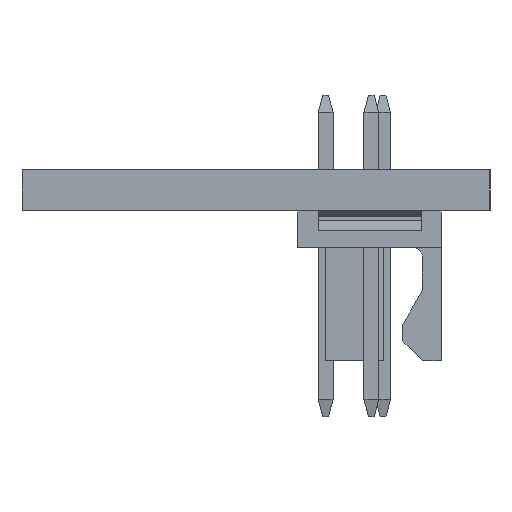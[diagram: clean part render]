
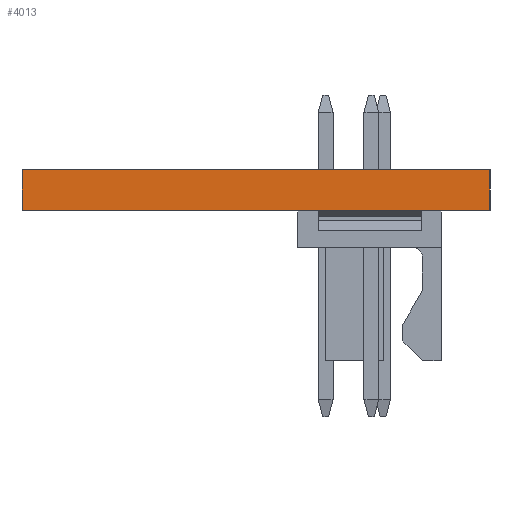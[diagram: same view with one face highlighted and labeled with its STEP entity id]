
A CAD part, left-side view. The second image highlights one B-rep face of the part: STEP entity #4013.
In plain terms, the highlighted planar face has unit normal (-1, 0, 0).
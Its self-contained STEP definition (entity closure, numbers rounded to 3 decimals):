
#4013 = ADVANCED_FACE('',(#4014),#4028,.T.);
#4014 = FACE_BOUND('',#4015,.T.);
#4015 = EDGE_LOOP('',(#4016,#4051,#4079,#4107));
#4016 = ORIENTED_EDGE('',*,*,#4017,.T.);
#4017 = EDGE_CURVE('',#4018,#4020,#4022,.T.);
#4018 = VERTEX_POINT('',#4019);
#4019 = CARTESIAN_POINT('',(0.,-0.,0.));
#4020 = VERTEX_POINT('',#4021);
#4021 = CARTESIAN_POINT('',(0.,0.,1.8));
#4022 = SURFACE_CURVE('',#4023,(#4027,#4039),.PCURVE_S1.);
#4023 = LINE('',#4024,#4025);
#4024 = CARTESIAN_POINT('',(0.,-0.,0.));
#4025 = VECTOR('',#4026,1.);
#4026 = DIRECTION('',(0.,0.,1.));
#4027 = PCURVE('',#4028,#4033);
#4028 = PLANE('',#4029);
#4029 = AXIS2_PLACEMENT_3D('',#4030,#4031,#4032);
#4030 = CARTESIAN_POINT('',(0.,0.,0.));
#4031 = DIRECTION('',(-1.,0.,0.));
#4032 = DIRECTION('',(0.,1.,0.));
#4033 = DEFINITIONAL_REPRESENTATION('',(#4034),#4038);
#4034 = LINE('',#4035,#4036);
#4035 = CARTESIAN_POINT('',(0.,0.));
#4036 = VECTOR('',#4037,1.);
#4037 = DIRECTION('',(0.,-1.));
#4038 = ( GEOMETRIC_REPRESENTATION_CONTEXT(2) 
PARAMETRIC_REPRESENTATION_CONTEXT() REPRESENTATION_CONTEXT('2D SPACE',''
  ) );
#4039 = PCURVE('',#4040,#4045);
#4040 = PLANE('',#4041);
#4041 = AXIS2_PLACEMENT_3D('',#4042,#4043,#4044);
#4042 = CARTESIAN_POINT('',(160.,0.,0.));
#4043 = DIRECTION('',(0.,-1.,0.));
#4044 = DIRECTION('',(-1.,0.,0.));
#4045 = DEFINITIONAL_REPRESENTATION('',(#4046),#4050);
#4046 = LINE('',#4047,#4048);
#4047 = CARTESIAN_POINT('',(160.,0.));
#4048 = VECTOR('',#4049,1.);
#4049 = DIRECTION('',(0.,-1.));
#4050 = ( GEOMETRIC_REPRESENTATION_CONTEXT(2) 
PARAMETRIC_REPRESENTATION_CONTEXT() REPRESENTATION_CONTEXT('2D SPACE',''
  ) );
#4051 = ORIENTED_EDGE('',*,*,#4052,.T.);
#4052 = EDGE_CURVE('',#4020,#4053,#4055,.T.);
#4053 = VERTEX_POINT('',#4054);
#4054 = CARTESIAN_POINT('',(0.,20.7,1.8));
#4055 = SURFACE_CURVE('',#4056,(#4060,#4067),.PCURVE_S1.);
#4056 = LINE('',#4057,#4058);
#4057 = CARTESIAN_POINT('',(0.,0.,1.8));
#4058 = VECTOR('',#4059,1.);
#4059 = DIRECTION('',(0.,1.,0.));
#4060 = PCURVE('',#4028,#4061);
#4061 = DEFINITIONAL_REPRESENTATION('',(#4062),#4066);
#4062 = LINE('',#4063,#4064);
#4063 = CARTESIAN_POINT('',(0.,-1.8));
#4064 = VECTOR('',#4065,1.);
#4065 = DIRECTION('',(1.,0.));
#4066 = ( GEOMETRIC_REPRESENTATION_CONTEXT(2) 
PARAMETRIC_REPRESENTATION_CONTEXT() REPRESENTATION_CONTEXT('2D SPACE',''
  ) );
#4067 = PCURVE('',#4068,#4073);
#4068 = PLANE('',#4069);
#4069 = AXIS2_PLACEMENT_3D('',#4070,#4071,#4072);
#4070 = CARTESIAN_POINT('',(80.,10.35,1.8));
#4071 = DIRECTION('',(-0.,-0.,-1.));
#4072 = DIRECTION('',(-1.,0.,0.));
#4073 = DEFINITIONAL_REPRESENTATION('',(#4074),#4078);
#4074 = LINE('',#4075,#4076);
#4075 = CARTESIAN_POINT('',(80.,-10.35));
#4076 = VECTOR('',#4077,1.);
#4077 = DIRECTION('',(0.,1.));
#4078 = ( GEOMETRIC_REPRESENTATION_CONTEXT(2) 
PARAMETRIC_REPRESENTATION_CONTEXT() REPRESENTATION_CONTEXT('2D SPACE',''
  ) );
#4079 = ORIENTED_EDGE('',*,*,#4080,.F.);
#4080 = EDGE_CURVE('',#4081,#4053,#4083,.T.);
#4081 = VERTEX_POINT('',#4082);
#4082 = CARTESIAN_POINT('',(0.,20.7,0.));
#4083 = SURFACE_CURVE('',#4084,(#4088,#4095),.PCURVE_S1.);
#4084 = LINE('',#4085,#4086);
#4085 = CARTESIAN_POINT('',(0.,20.7,0.));
#4086 = VECTOR('',#4087,1.);
#4087 = DIRECTION('',(0.,0.,1.));
#4088 = PCURVE('',#4028,#4089);
#4089 = DEFINITIONAL_REPRESENTATION('',(#4090),#4094);
#4090 = LINE('',#4091,#4092);
#4091 = CARTESIAN_POINT('',(20.7,0.));
#4092 = VECTOR('',#4093,1.);
#4093 = DIRECTION('',(0.,-1.));
#4094 = ( GEOMETRIC_REPRESENTATION_CONTEXT(2) 
PARAMETRIC_REPRESENTATION_CONTEXT() REPRESENTATION_CONTEXT('2D SPACE',''
  ) );
#4095 = PCURVE('',#4096,#4101);
#4096 = PLANE('',#4097);
#4097 = AXIS2_PLACEMENT_3D('',#4098,#4099,#4100);
#4098 = CARTESIAN_POINT('',(0.,20.7,0.));
#4099 = DIRECTION('',(0.,1.,0.));
#4100 = DIRECTION('',(1.,0.,0.));
#4101 = DEFINITIONAL_REPRESENTATION('',(#4102),#4106);
#4102 = LINE('',#4103,#4104);
#4103 = CARTESIAN_POINT('',(0.,0.));
#4104 = VECTOR('',#4105,1.);
#4105 = DIRECTION('',(0.,-1.));
#4106 = ( GEOMETRIC_REPRESENTATION_CONTEXT(2) 
PARAMETRIC_REPRESENTATION_CONTEXT() REPRESENTATION_CONTEXT('2D SPACE',''
  ) );
#4107 = ORIENTED_EDGE('',*,*,#4108,.F.);
#4108 = EDGE_CURVE('',#4018,#4081,#4109,.T.);
#4109 = SURFACE_CURVE('',#4110,(#4114,#4121),.PCURVE_S1.);
#4110 = LINE('',#4111,#4112);
#4111 = CARTESIAN_POINT('',(0.,-0.,0.));
#4112 = VECTOR('',#4113,1.);
#4113 = DIRECTION('',(0.,1.,0.));
#4114 = PCURVE('',#4028,#4115);
#4115 = DEFINITIONAL_REPRESENTATION('',(#4116),#4120);
#4116 = LINE('',#4117,#4118);
#4117 = CARTESIAN_POINT('',(0.,0.));
#4118 = VECTOR('',#4119,1.);
#4119 = DIRECTION('',(1.,0.));
#4120 = ( GEOMETRIC_REPRESENTATION_CONTEXT(2) 
PARAMETRIC_REPRESENTATION_CONTEXT() REPRESENTATION_CONTEXT('2D SPACE',''
  ) );
#4121 = PCURVE('',#4122,#4127);
#4122 = PLANE('',#4123);
#4123 = AXIS2_PLACEMENT_3D('',#4124,#4125,#4126);
#4124 = CARTESIAN_POINT('',(80.,10.35,0.));
#4125 = DIRECTION('',(-0.,-0.,-1.));
#4126 = DIRECTION('',(-1.,0.,0.));
#4127 = DEFINITIONAL_REPRESENTATION('',(#4128),#4132);
#4128 = LINE('',#4129,#4130);
#4129 = CARTESIAN_POINT('',(80.,-10.35));
#4130 = VECTOR('',#4131,1.);
#4131 = DIRECTION('',(0.,1.));
#4132 = ( GEOMETRIC_REPRESENTATION_CONTEXT(2) 
PARAMETRIC_REPRESENTATION_CONTEXT() REPRESENTATION_CONTEXT('2D SPACE',''
  ) );
